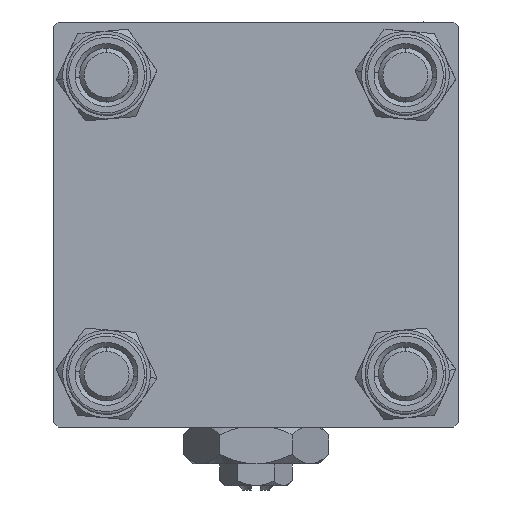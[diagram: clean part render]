
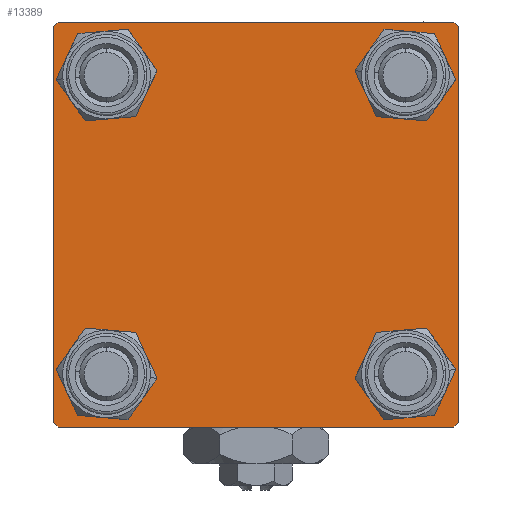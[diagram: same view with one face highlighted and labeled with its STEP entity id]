
A CAD part, left-side view. The second image highlights one B-rep face of the part: STEP entity #13389.
In plain terms, the highlighted planar face has unit normal (-1, 0, 0).
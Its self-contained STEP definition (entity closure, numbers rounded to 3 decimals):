
#170 = VERTEX_POINT ( 'NONE', #18512 ) ;
#459 = DIRECTION ( 'NONE',  ( 0., -0.707, 0.707 ) ) ;
#504 = CIRCLE ( 'NONE', #17614, 3.5 ) ;
#714 = EDGE_CURVE ( 'NONE', #54255, #39392, #38341, .T. ) ;
#1193 = EDGE_CURVE ( 'NONE', #35924, #54701, #41209, .T. ) ;
#1266 = EDGE_CURVE ( 'NONE', #22063, #12733, #11130, .T. ) ;
#1590 = DIRECTION ( 'NONE',  ( 1., 0., 0. ) ) ;
#1945 = DIRECTION ( 'NONE',  ( 0., 0., 1. ) ) ;
#2609 = CARTESIAN_POINT ( 'NONE',  ( 0., 22.5, 22. ) ) ;
#3738 = EDGE_CURVE ( 'NONE', #43307, #9365, #44573, .T. ) ;
#4450 = VECTOR ( 'NONE', #27193, 1000. ) ;
#4499 = CARTESIAN_POINT ( 'NONE',  ( 0., -22.25, 22.25 ) ) ;
#5538 = DIRECTION ( 'NONE',  ( 1., 0., 0. ) ) ;
#5863 = CARTESIAN_POINT ( 'NONE',  ( 0., -22., -22.5 ) ) ;
#6246 = DIRECTION ( 'NONE',  ( 0., -1., 0. ) ) ;
#6845 = CARTESIAN_POINT ( 'NONE',  ( 0., 22.25, -22.25 ) ) ;
#6848 = CARTESIAN_POINT ( 'NONE',  ( 0., 22.5, 22.5 ) ) ;
#8242 = DIRECTION ( 'NONE',  ( 0., 0., -1. ) ) ;
#8572 = VECTOR ( 'NONE', #6246, 1000. ) ;
#8669 = CARTESIAN_POINT ( 'NONE',  ( 0., 16.6, -13.1 ) ) ;
#8866 = ORIENTED_EDGE ( 'NONE', *, *, #41138, .T. ) ;
#9365 = VERTEX_POINT ( 'NONE', #8669 ) ;
#9844 = ORIENTED_EDGE ( 'NONE', *, *, #15720, .T. ) ;
#11120 = CARTESIAN_POINT ( 'NONE',  ( 0., 16.6, 16.6 ) ) ;
#11130 = CIRCLE ( 'NONE', #18757, 3.5 ) ;
#11326 = CARTESIAN_POINT ( 'NONE',  ( 0., 16.6, 16.6 ) ) ;
#11374 = ORIENTED_EDGE ( 'NONE', *, *, #33203, .T. ) ;
#12058 = CARTESIAN_POINT ( 'NONE',  ( 0., -16.6, 16.6 ) ) ;
#12673 = VECTOR ( 'NONE', #32480, 1000. ) ;
#12733 = VERTEX_POINT ( 'NONE', #48047 ) ;
#13389 = ADVANCED_FACE ( 'NONE', ( #35919, #31460, #13830, #36804, #58296 ), #31159, .T. ) ;
#13526 = CARTESIAN_POINT ( 'NONE',  ( 0., 22.5, -22. ) ) ;
#13593 = CARTESIAN_POINT ( 'NONE',  ( 0., -16.6, 16.6 ) ) ;
#13830 = FACE_BOUND ( 'NONE', #49829, .T. ) ;
#14052 = ORIENTED_EDGE ( 'NONE', *, *, #50103, .T. ) ;
#14103 = CARTESIAN_POINT ( 'NONE',  ( 0., 16.6, 13.1 ) ) ;
#14498 = CARTESIAN_POINT ( 'NONE',  ( 0., 16.6, -16.6 ) ) ;
#14769 = DIRECTION ( 'NONE',  ( 1., 0., 0. ) ) ;
#15565 = ORIENTED_EDGE ( 'NONE', *, *, #1266, .T. ) ;
#15571 = VERTEX_POINT ( 'NONE', #50791 ) ;
#15720 = EDGE_CURVE ( 'NONE', #22481, #19181, #19970, .T. ) ;
#15890 = AXIS2_PLACEMENT_3D ( 'NONE', #14498, #5538, #32708 ) ;
#16047 = ORIENTED_EDGE ( 'NONE', *, *, #30357, .F. ) ;
#16063 = CARTESIAN_POINT ( 'NONE',  ( 0., 22.5, -22.5 ) ) ;
#17366 = VECTOR ( 'NONE', #459, 1000. ) ;
#17614 = AXIS2_PLACEMENT_3D ( 'NONE', #44563, #51032, #30851 ) ;
#18015 = CARTESIAN_POINT ( 'NONE',  ( 0., 0., 0. ) ) ;
#18512 = CARTESIAN_POINT ( 'NONE',  ( 0., -16.6, 13.1 ) ) ;
#18757 = AXIS2_PLACEMENT_3D ( 'NONE', #11326, #43250, #42673 ) ;
#19013 = ORIENTED_EDGE ( 'NONE', *, *, #3738, .T. ) ;
#19030 = CARTESIAN_POINT ( 'NONE',  ( 0., 22.5, 22.5 ) ) ;
#19181 = VERTEX_POINT ( 'NONE', #5863 ) ;
#19906 = CARTESIAN_POINT ( 'NONE',  ( 0., 22., -22.5 ) ) ;
#19970 = LINE ( 'NONE', #16063, #8572 ) ;
#20366 = DIRECTION ( 'NONE',  ( 0., 0., 1. ) ) ;
#20426 = DIRECTION ( 'NONE',  ( 1., 0., 0. ) ) ;
#20668 = DIRECTION ( 'NONE',  ( 0., 0., 1. ) ) ;
#21818 = EDGE_CURVE ( 'NONE', #19181, #39392, #22521, .T. ) ;
#21840 = EDGE_CURVE ( 'NONE', #170, #35091, #49788, .T. ) ;
#22016 = VERTEX_POINT ( 'NONE', #13526 ) ;
#22063 = VERTEX_POINT ( 'NONE', #14103 ) ;
#22481 = VERTEX_POINT ( 'NONE', #19906 ) ;
#22521 = LINE ( 'NONE', #58945, #17366 ) ;
#24053 = AXIS2_PLACEMENT_3D ( 'NONE', #13593, #31812, #32098 ) ;
#25338 = DIRECTION ( 'NONE',  ( 0., -0.707, -0.707 ) ) ;
#25496 = CARTESIAN_POINT ( 'NONE',  ( 0., 22., 22.5 ) ) ;
#25704 = ORIENTED_EDGE ( 'NONE', *, *, #48366, .T. ) ;
#26459 = AXIS2_PLACEMENT_3D ( 'NONE', #57082, #47829, #20668 ) ;
#27188 = LINE ( 'NONE', #4499, #56910 ) ;
#27193 = DIRECTION ( 'NONE',  ( 0., 0.707, -0.707 ) ) ;
#29050 = ORIENTED_EDGE ( 'NONE', *, *, #41870, .T. ) ;
#30272 = EDGE_LOOP ( 'NONE', ( #14052, #8866, #9844, #54611, #37989, #25704, #16047, #49179 ) ) ;
#30357 = EDGE_CURVE ( 'NONE', #35924, #43094, #32188, .T. ) ;
#30851 = DIRECTION ( 'NONE',  ( 0., 0., 1. ) ) ;
#31159 = PLANE ( 'NONE',  #35191 ) ;
#31460 = FACE_BOUND ( 'NONE', #35830, .T. ) ;
#31812 = DIRECTION ( 'NONE',  ( 1., 0., 0. ) ) ;
#31954 = VECTOR ( 'NONE', #25338, 1000. ) ;
#32098 = DIRECTION ( 'NONE',  ( 0., 0., 1. ) ) ;
#32188 = LINE ( 'NONE', #19030, #12673 ) ;
#32480 = DIRECTION ( 'NONE',  ( 0., -1., 0. ) ) ;
#32708 = DIRECTION ( 'NONE',  ( 0., 0., 1. ) ) ;
#32987 = DIRECTION ( 'NONE',  ( 0., 0., 1. ) ) ;
#33203 = EDGE_CURVE ( 'NONE', #12733, #22063, #51821, .T. ) ;
#35091 = VERTEX_POINT ( 'NONE', #45832 ) ;
#35191 = AXIS2_PLACEMENT_3D ( 'NONE', #18015, #49641, #49336 ) ;
#35709 = CARTESIAN_POINT ( 'NONE',  ( 0., 16.6, -20.1 ) ) ;
#35830 = EDGE_LOOP ( 'NONE', ( #29050, #51609 ) ) ;
#35919 = FACE_BOUND ( 'NONE', #50887, .T. ) ;
#35924 = VERTEX_POINT ( 'NONE', #25496 ) ;
#36804 = FACE_BOUND ( 'NONE', #43300, .T. ) ;
#37818 = CIRCLE ( 'NONE', #15890, 3.5 ) ;
#37989 = ORIENTED_EDGE ( 'NONE', *, *, #714, .F. ) ;
#37993 = VECTOR ( 'NONE', #8242, 1000. ) ;
#38341 = LINE ( 'NONE', #57406, #41640 ) ;
#38775 = AXIS2_PLACEMENT_3D ( 'NONE', #12058, #20426, #1945 ) ;
#38919 = DIRECTION ( 'NONE',  ( 0., 0., -1. ) ) ;
#39392 = VERTEX_POINT ( 'NONE', #45081 ) ;
#41138 = EDGE_CURVE ( 'NONE', #22016, #22481, #47727, .T. ) ;
#41209 = LINE ( 'NONE', #50743, #4450 ) ;
#41640 = VECTOR ( 'NONE', #38919, 1000. ) ;
#41870 = EDGE_CURVE ( 'NONE', #15571, #54000, #504, .T. ) ;
#42622 = AXIS2_PLACEMENT_3D ( 'NONE', #50302, #14769, #32987 ) ;
#42673 = DIRECTION ( 'NONE',  ( 0., 0., 1. ) ) ;
#43094 = VERTEX_POINT ( 'NONE', #48972 ) ;
#43250 = DIRECTION ( 'NONE',  ( 1., 0., 0. ) ) ;
#43261 = LINE ( 'NONE', #6848, #37993 ) ;
#43300 = EDGE_LOOP ( 'NONE', ( #11374, #15565 ) ) ;
#43307 = VERTEX_POINT ( 'NONE', #35709 ) ;
#44379 = ORIENTED_EDGE ( 'NONE', *, *, #46204, .T. ) ;
#44528 = CIRCLE ( 'NONE', #42622, 3.5 ) ;
#44563 = CARTESIAN_POINT ( 'NONE',  ( 0., -16.6, -16.6 ) ) ;
#44573 = CIRCLE ( 'NONE', #26459, 3.5 ) ;
#45081 = CARTESIAN_POINT ( 'NONE',  ( 0., -22.5, -22. ) ) ;
#45832 = CARTESIAN_POINT ( 'NONE',  ( 0., -16.6, 20.1 ) ) ;
#45855 = CARTESIAN_POINT ( 'NONE',  ( 0., -16.6, -20.1 ) ) ;
#46134 = EDGE_CURVE ( 'NONE', #9365, #43307, #37818, .T. ) ;
#46204 = EDGE_CURVE ( 'NONE', #35091, #170, #50204, .T. ) ;
#47712 = EDGE_CURVE ( 'NONE', #54000, #15571, #44528, .T. ) ;
#47727 = LINE ( 'NONE', #6845, #31954 ) ;
#47829 = DIRECTION ( 'NONE',  ( 1., 0., 0. ) ) ;
#48047 = CARTESIAN_POINT ( 'NONE',  ( 0., 16.6, 20.1 ) ) ;
#48366 = EDGE_CURVE ( 'NONE', #54255, #43094, #27188, .T. ) ;
#48484 = CARTESIAN_POINT ( 'NONE',  ( 0., -22.5, 22. ) ) ;
#48972 = CARTESIAN_POINT ( 'NONE',  ( 0., -22., 22.5 ) ) ;
#49156 = ORIENTED_EDGE ( 'NONE', *, *, #46134, .T. ) ;
#49179 = ORIENTED_EDGE ( 'NONE', *, *, #1193, .T. ) ;
#49336 = DIRECTION ( 'NONE',  ( 0., 0., 1. ) ) ;
#49641 = DIRECTION ( 'NONE',  ( -1., 0., 0. ) ) ;
#49788 = CIRCLE ( 'NONE', #24053, 3.5 ) ;
#49829 = EDGE_LOOP ( 'NONE', ( #49156, #19013 ) ) ;
#49922 = AXIS2_PLACEMENT_3D ( 'NONE', #11120, #1590, #20366 ) ;
#50103 = EDGE_CURVE ( 'NONE', #54701, #22016, #43261, .T. ) ;
#50204 = CIRCLE ( 'NONE', #38775, 3.5 ) ;
#50302 = CARTESIAN_POINT ( 'NONE',  ( 0., -16.6, -16.6 ) ) ;
#50743 = CARTESIAN_POINT ( 'NONE',  ( 0., 22.25, 22.25 ) ) ;
#50791 = CARTESIAN_POINT ( 'NONE',  ( 0., -16.6, -13.1 ) ) ;
#50887 = EDGE_LOOP ( 'NONE', ( #44379, #53215 ) ) ;
#51032 = DIRECTION ( 'NONE',  ( 1., 0., 0. ) ) ;
#51609 = ORIENTED_EDGE ( 'NONE', *, *, #47712, .T. ) ;
#51821 = CIRCLE ( 'NONE', #49922, 3.5 ) ;
#53215 = ORIENTED_EDGE ( 'NONE', *, *, #21840, .T. ) ;
#54000 = VERTEX_POINT ( 'NONE', #45855 ) ;
#54255 = VERTEX_POINT ( 'NONE', #48484 ) ;
#54611 = ORIENTED_EDGE ( 'NONE', *, *, #21818, .T. ) ;
#54629 = DIRECTION ( 'NONE',  ( 0., 0.707, 0.707 ) ) ;
#54701 = VERTEX_POINT ( 'NONE', #2609 ) ;
#56910 = VECTOR ( 'NONE', #54629, 1000. ) ;
#57082 = CARTESIAN_POINT ( 'NONE',  ( 0., 16.6, -16.6 ) ) ;
#57406 = CARTESIAN_POINT ( 'NONE',  ( 0., -22.5, 22.5 ) ) ;
#58296 = FACE_OUTER_BOUND ( 'NONE', #30272, .T. ) ;
#58945 = CARTESIAN_POINT ( 'NONE',  ( 0., -22.25, -22.25 ) ) ;
